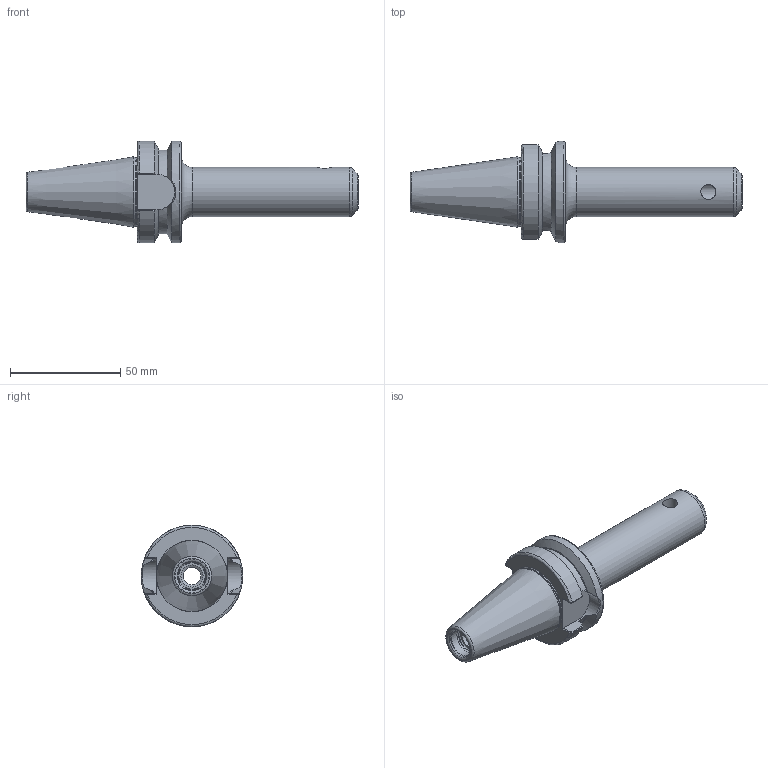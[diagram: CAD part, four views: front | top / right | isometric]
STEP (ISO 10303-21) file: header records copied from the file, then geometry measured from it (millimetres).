
FILE_DESCRIPTION(/* description */ (''),/* implementation_level */ '2;1');
FILE_NAME(/* name */ 'BT30-EM031-0400.stp',/* time_stamp */ '2019-07-22T10:49:10-05:00',/* author */ ('ldfli'),/* organization */ (''),/* preprocessor_version */ 'ST-DEVELOPER v18',/* originating_system */ 'Autodesk Inventor LT',/* authorisation */ '');
FILE_SCHEMA (('AUTOMOTIVE_DESIGN { 1 0 10303 214 3 1 1 }'));
Length unit declared in the file: millimetre
Products named in the file (1): BT30-EM031-0400
Bounding box: 150.4 x 46 x 46 mm (x, y, z)
Volume: 72837.3 mm3; surface area: 19953 mm2
Topology: 1 solids, 1 shells, 71 faces, 216 edges, 150 vertices
Faces by surface type: plane 23, cylinder 14, torus 14, cone 10, bspline 10
Full cylindrical faces by diameter (mm): 6.782 x1, 7.938 x1, 10.106 x1, 12.5 x1, 13.1 x1, 22.352 x1, 31.496 x1, 46 x1
Entity records: 3072 total; most frequent: CARTESIAN_POINT 1100, ORIENTED_EDGE 432, DIRECTION 394, EDGE_CURVE 216, AXIS2_PLACEMENT_3D 165, VERTEX_POINT 150, CIRCLE 103, EDGE_LOOP 78
